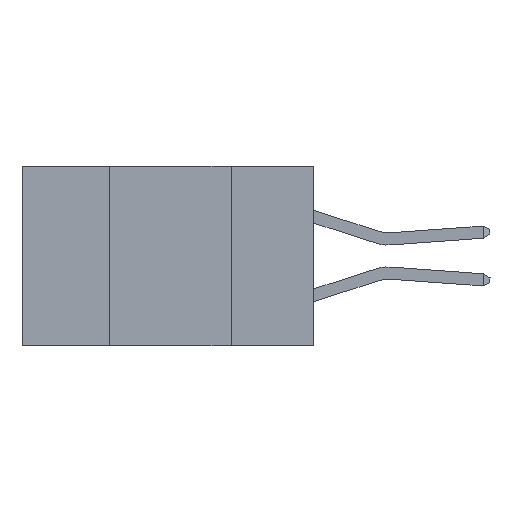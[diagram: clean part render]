
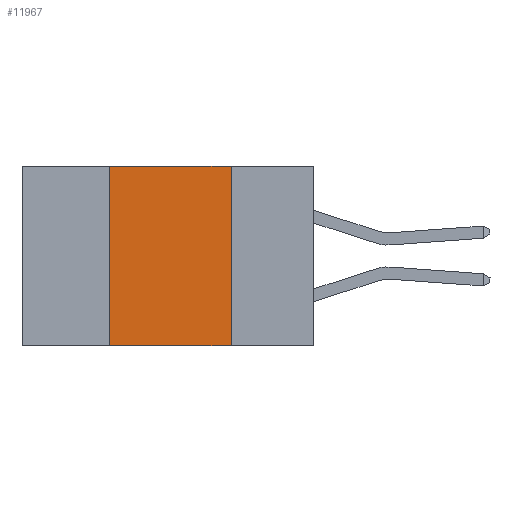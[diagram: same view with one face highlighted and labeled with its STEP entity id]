
A CAD part, left-side view. The second image highlights one B-rep face of the part: STEP entity #11967.
In plain terms, the highlighted planar face has unit normal (-1, 0, 0).
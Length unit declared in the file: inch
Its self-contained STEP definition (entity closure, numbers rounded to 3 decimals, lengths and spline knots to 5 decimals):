
#640 = VECTOR ( 'NONE', #34435, 39.37008 ) ;
#1243 = VERTEX_POINT ( 'NONE', #31769 ) ;
#1602 = LINE ( 'NONE', #26777, #10380 ) ;
#1799 = ORIENTED_EDGE ( 'NONE', *, *, #26342, .T. ) ;
#4898 = ORIENTED_EDGE ( 'NONE', *, *, #7289, .F. ) ;
#5388 = ORIENTED_EDGE ( 'NONE', *, *, #37827, .F. ) ;
#7289 = EDGE_CURVE ( 'NONE', #23350, #1243, #1602, .T. ) ;
#7561 = LINE ( 'NONE', #10713, #11129 ) ;
#10380 = VECTOR ( 'NONE', #39142, 39.37008 ) ;
#10713 = CARTESIAN_POINT ( 'NONE',  ( 0., 0.6, 0. ) ) ;
#10974 = DIRECTION ( 'NONE',  ( 1., 0., 0. ) ) ;
#11129 = VECTOR ( 'NONE', #36076, 39.37008 ) ;
#11967 = ADVANCED_FACE ( 'NONE', ( #39518 ), #17266, .F. ) ;
#12021 = EDGE_CURVE ( 'NONE', #27225, #26696, #39919, .T. ) ;
#13209 = VECTOR ( 'NONE', #13715, 39.37008 ) ;
#13442 = ORIENTED_EDGE ( 'NONE', *, *, #12021, .F. ) ;
#13715 = DIRECTION ( 'NONE',  ( 0., -1., 0. ) ) ;
#15850 = EDGE_LOOP ( 'NONE', ( #4898, #5388, #13442, #1799 ) ) ;
#17266 = PLANE ( 'NONE',  #22723 ) ;
#20614 = DIRECTION ( 'NONE',  ( 0., 0., -1. ) ) ;
#22723 = AXIS2_PLACEMENT_3D ( 'NONE', #30054, #10974, #20614 ) ;
#23350 = VERTEX_POINT ( 'NONE', #33853 ) ;
#26342 = EDGE_CURVE ( 'NONE', #27225, #1243, #35937, .T. ) ;
#26696 = VERTEX_POINT ( 'NONE', #29132 ) ;
#26777 = CARTESIAN_POINT ( 'NONE',  ( 0., 0.17, 0. ) ) ;
#27225 = VERTEX_POINT ( 'NONE', #29910 ) ;
#29132 = CARTESIAN_POINT ( 'NONE',  ( 0., 0.42, 0. ) ) ;
#29849 = CARTESIAN_POINT ( 'NONE',  ( 0., 0.6, -0.37 ) ) ;
#29910 = CARTESIAN_POINT ( 'NONE',  ( 0., 0.42, -0.37 ) ) ;
#30054 = CARTESIAN_POINT ( 'NONE',  ( 0., 0.6, 0. ) ) ;
#31769 = CARTESIAN_POINT ( 'NONE',  ( 0., 0.17, -0.37 ) ) ;
#33853 = CARTESIAN_POINT ( 'NONE',  ( 0., 0.17, 0. ) ) ;
#34234 = CARTESIAN_POINT ( 'NONE',  ( 0., 0.42, 0. ) ) ;
#34435 = DIRECTION ( 'NONE',  ( 0., 0., 1. ) ) ;
#35937 = LINE ( 'NONE', #29849, #13209 ) ;
#36076 = DIRECTION ( 'NONE',  ( 0., -1., 0. ) ) ;
#37827 = EDGE_CURVE ( 'NONE', #26696, #23350, #7561, .T. ) ;
#39142 = DIRECTION ( 'NONE',  ( 0., 0., -1. ) ) ;
#39518 = FACE_OUTER_BOUND ( 'NONE', #15850, .T. ) ;
#39919 = LINE ( 'NONE', #34234, #640 ) ;
